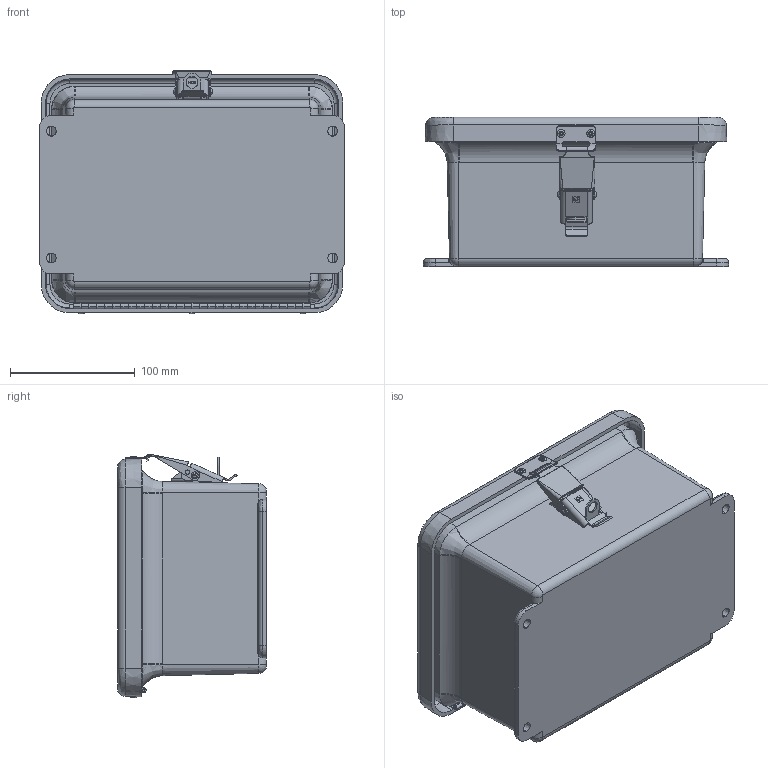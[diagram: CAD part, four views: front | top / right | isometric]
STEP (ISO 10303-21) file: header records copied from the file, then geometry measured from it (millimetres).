
FILE_DESCRIPTION (( 'STEP AP214' ), '1' );
FILE_NAME ('NBF080604-KIT01_3D.step', '2024-06-03T14:32:08', ( '' ), ( '' ), 'SwSTEP 2.0', 'SolidWorks 2022', '' );
FILE_SCHEMA (( 'AUTOMOTIVE_DESIGN' ));
Length unit declared in the file: inch
Products named in the file (23): HPL latch pin 2; RMHINGBOX7.5; RMINS45821P_245; RMKEEPJHPL; RMINS45821P_246; HPL LOCKING LAYER; J806HL_4; NBF080604-KIT01_3D; HPL ANCHOR PLATE; RMRIV43; J806HLCVR; XFS-0020_91735A827; HPL latch pin; RMHINGCOV7.5; RMINS45821P_244; RMLATJHPL_22; RMINS45821P_243; J806BHL; RMHING7.5(J806); RMHINGPIN7.5; HPL HOOK BLADE; GASKET_806; 1BE04-030
Assembly tree (33 placements, depth 3):
  NBF080604-KIT01_3D
    J806BHL
      J806HL_4
      RMINS45821P_243
      RMINS45821P_244
      RMINS45821P_245
      RMINS45821P_246
    J806HLCVR
    GASKET_806
    RMHING7.5(J806)
      RMHINGCOV7.5
      RMHINGBOX7.5
      RMHINGPIN7.5
    RMRIV43  x9
    RMLATJHPL_22
      HPL ANCHOR PLATE
      HPL LOCKING LAYER
      HPL HOOK BLADE
      HPL latch pin
      HPL latch pin 2
    RMKEEPJHPL
    1BE04-030
    XFS-0020_91735A827  x4
Bounding box: 244.47 x 119.35 x 195.18 mm (x, y, z)
Volume: 800504.6 mm3; surface area: 446913.7 mm2
Topology: 29 solids, 30 shells, 1360 faces, 3633 edges, 2356 vertices
Faces by surface type: cylinder 757, plane 381, cone 96, bspline 82, torus 36, sphere 8
Entity records: 47146 total; most frequent: CARTESIAN_POINT 12995, ORIENTED_EDGE 5054, DIRECTION 4836, EDGE_CURVE 2529, AXIS2_PLACEMENT_3D 1810, VERTEX_POINT 1637, VECTOR 1216, LINE 1216
